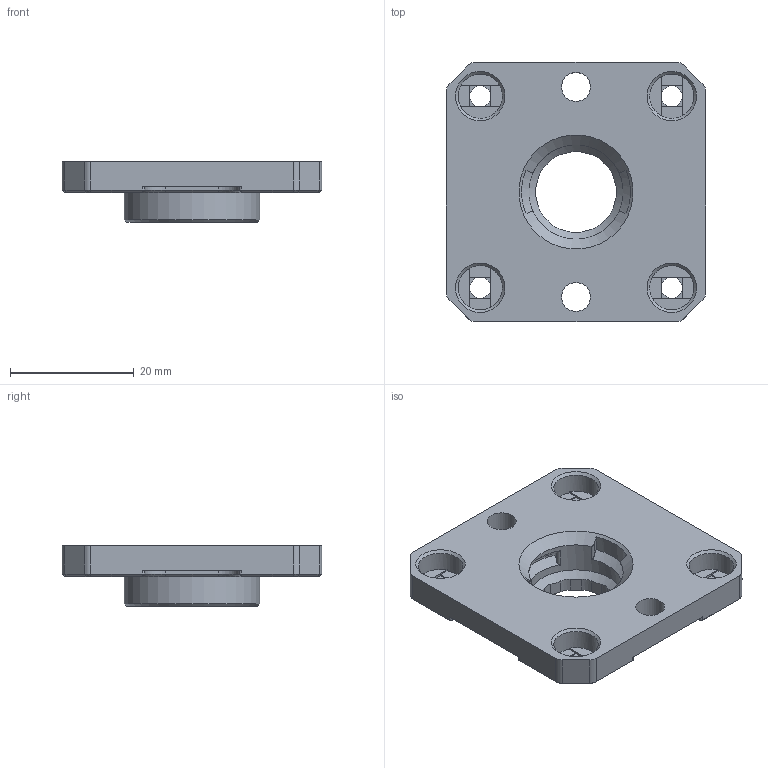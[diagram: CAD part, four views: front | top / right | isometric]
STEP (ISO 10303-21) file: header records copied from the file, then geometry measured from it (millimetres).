
FILE_DESCRIPTION(/* description */ (''),/* implementation_level */ '2;1');
FILE_NAME(/* name */ 'Printed_long_shaft_double_shear_housing.step',/* time_stamp */ '2025-04-02T09:35:31+03:00',/* author */ (''),/* organization */ (''),/* preprocessor_version */ 'ST-DEVELOPER v20.1',/* originating_system */ 'Autodesk Translation Framework v14.4.0.0',/* authorisation */ '');
FILE_SCHEMA (('AUTOMOTIVE_DESIGN { 1 0 10303 214 3 1 1 }'));
Length unit declared in the file: millimetre
Products named in the file (1): Printed_long_shaft_double_shear_housing
Bounding box: 42 x 42 x 9.8 mm (x, y, z)
Volume: 7337.3 mm3; surface area: 5075.2 mm2
Topology: 1 solids, 1 shells, 212 faces, 549 edges, 332 vertices
Faces by surface type: plane 117, cylinder 56, cone 32, bspline 7
Full cylindrical faces by diameter (mm): 3.4 x4, 4.7 x2, 7.2 x4, 15.3 x1, 22 x1
Entity records: 7050 total; most frequent: CARTESIAN_POINT 1911, ORIENTED_EDGE 1082, DIRECTION 1041, EDGE_CURVE 541, AXIS2_PLACEMENT_3D 348, LINE 345, VECTOR 345, VERTEX_POINT 332
